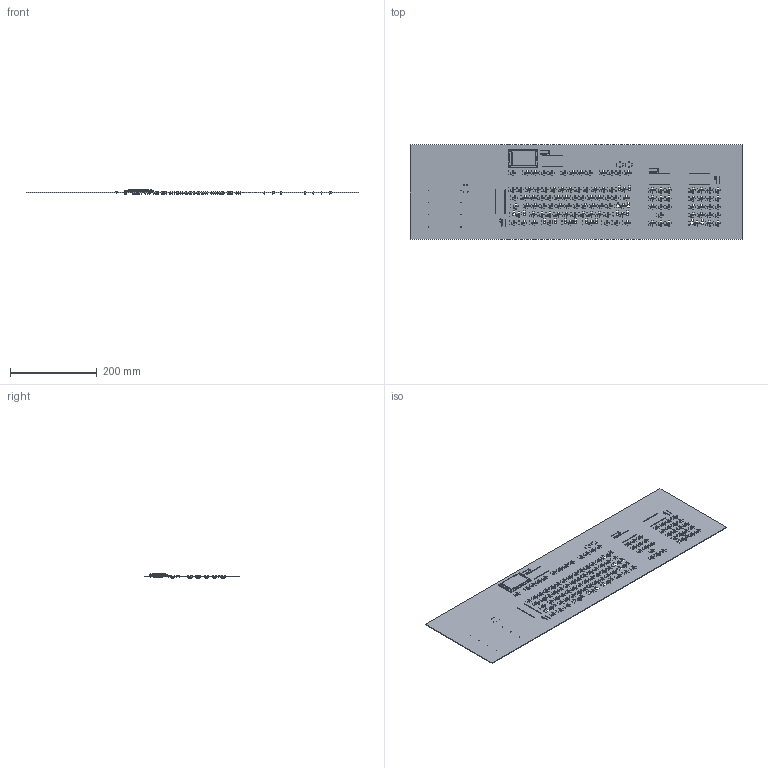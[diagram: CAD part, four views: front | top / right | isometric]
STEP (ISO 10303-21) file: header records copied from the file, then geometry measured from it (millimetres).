
FILE_DESCRIPTION(('KiCad electronic assembly'),'2;1');
FILE_NAME('main.step','2025-07-31T11:24:10',('Pcbnew'),('Kicad'), 'Open CASCADE STEP processor 7.6','KiCad to STEP converter','Unknown' );
FILE_SCHEMA(('AUTOMOTIVE_DESIGN { 1 0 10303 214 1 1 1 1 }'));
Length unit declared in the file: millimetre
Products named in the file (5): main 1; R_Axial_DIN0207_L6.3mm_D2.5mm_P7.62mm_Horizontal; CR2013-MI2120; D_DO-35_SOD27_P7.62mm_Horizontal; main_PCB
Assembly tree (113 placements, depth 2):
  main 1
    R_Axial_DIN0207_L6.3mm_D2.5mm_P7.62mm_Horizontal  x4
    CR2013-MI2120
    D_DO-35_SOD27_P7.62mm_Horizontal  x107
    main_PCB
Bounding box: 766.5 x 218 x 9.39 mm (x, y, z)
Volume: 256513.9 mm3; surface area: 355493.9 mm2
Topology: 221 solids, 221 shells, 3498 faces, 7757 edges, 4952 vertices
Faces by surface type: cylinder 1697, plane 1357, torus 444
Full cylindrical faces by diameter (mm): 0.5 x321, 0.6 x8, 0.74 x56, 0.8 x222, 1 x43, 1.02 x44, 1.04 x114, 1.2 x5, 1.47 x214, 1.7 x214, 2 x214, 2.02 x107, 2.25 x4, 2.5 x8, 2.7 x8, 3.4 x107
Entity records: 65063 total; most frequent: DIRECTION 10988, CARTESIAN_POINT 10773, ORIENTED_EDGE 10288, EDGE_CURVE 5144, FACE_BOUND 4124, EDGE_LOOP 4124, AXIS2_PLACEMENT_3D 3975, VERTEX_POINT 3426
